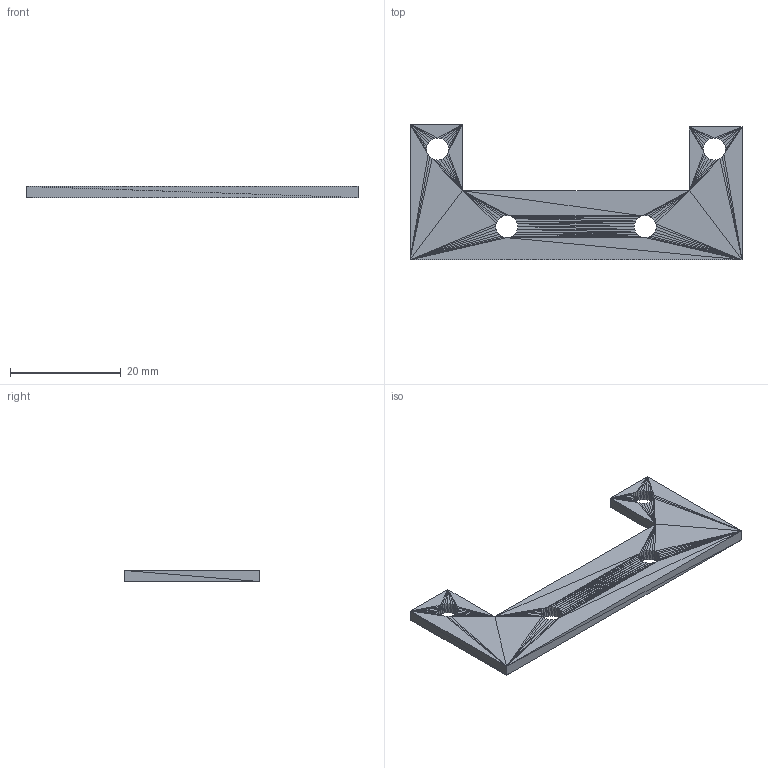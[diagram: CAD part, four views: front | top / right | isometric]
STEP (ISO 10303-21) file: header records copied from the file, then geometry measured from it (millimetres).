
FILE_DESCRIPTION(('FreeCAD Model'),'2;1');
FILE_NAME('SFP-DoubleSplitClamp-Mid.step','2018-02-26T09:58:22',('Author'),(''), 'Open CASCADE STEP processor 6.8','FreeCAD','Unknown');
FILE_SCHEMA(('AUTOMOTIVE_DESIGN_CC2 { 1 2 10303 214 -1 1 5 4 }'));
Length unit declared in the file: millimetre
Products named in the file (1): SFP_DoubleSplitClamp_Mid001
Bounding box: 60 x 24.5 x 2 mm (x, y, z)
Surface area: 2331.4 mm2 (no closed solid volume)
Topology: 0 solids, 1 shells, 428 faces, 642 edges, 208 vertices
Faces by surface type: plane 428
Entity records: 16067 total; most frequent: CARTESIAN_POINT 3205, DIRECTION 2142, ORIENTED_EDGE 1284, LINE 1284, VECTOR 1284, PCURVE 1284, DEFINITIONAL_REPRESENTATION 1284, EDGE_CURVE 642
